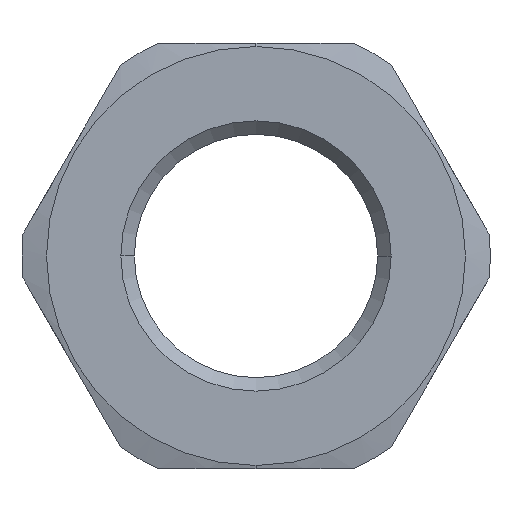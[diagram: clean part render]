
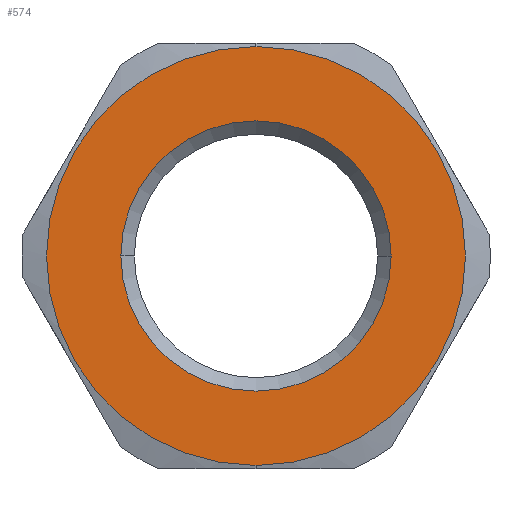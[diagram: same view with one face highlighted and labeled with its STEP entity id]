
A CAD part, left-side view. The second image highlights one B-rep face of the part: STEP entity #574.
In plain terms, the highlighted planar face has unit normal (-1, 0, 0).
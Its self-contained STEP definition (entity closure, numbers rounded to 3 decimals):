
#22 = PLANE ( 'NONE',  #326 ) ;
#51 = DIRECTION ( 'NONE',  ( -1., 0., 0. ) ) ;
#52 = CARTESIAN_POINT ( 'NONE',  ( 0., 0., 0. ) ) ;
#73 = CIRCLE ( 'NONE', #601, 10. ) ;
#88 = AXIS2_PLACEMENT_3D ( 'NONE', #182, #118, #573 ) ;
#118 = DIRECTION ( 'NONE',  ( 1., 0., 0. ) ) ;
#127 = VERTEX_POINT ( 'NONE', #710 ) ;
#182 = CARTESIAN_POINT ( 'NONE',  ( 0., 0., 0. ) ) ;
#192 = FACE_OUTER_BOUND ( 'NONE', #979, .T. ) ;
#215 = VERTEX_POINT ( 'NONE', #859 ) ;
#255 = ORIENTED_EDGE ( 'NONE', *, *, #256, .T. ) ;
#256 = EDGE_CURVE ( 'NONE', #127, #487, #73, .T. ) ;
#287 = DIRECTION ( 'NONE',  ( 1., 0., 0. ) ) ;
#288 = EDGE_LOOP ( 'NONE', ( #882, #255 ) ) ;
#303 = CIRCLE ( 'NONE', #910, 15.5 ) ;
#310 = ORIENTED_EDGE ( 'NONE', *, *, #449, .T. ) ;
#326 = AXIS2_PLACEMENT_3D ( 'NONE', #495, #486, #896 ) ;
#360 = EDGE_CURVE ( 'NONE', #487, #127, #788, .T. ) ;
#377 = DIRECTION ( 'NONE',  ( 0., 0., 1. ) ) ;
#406 = CIRCLE ( 'NONE', #856, 15.5 ) ;
#439 = EDGE_CURVE ( 'NONE', #215, #627, #406, .T. ) ;
#449 = EDGE_CURVE ( 'NONE', #627, #215, #303, .T. ) ;
#486 = DIRECTION ( 'NONE',  ( 1., 0., 0. ) ) ;
#487 = VERTEX_POINT ( 'NONE', #858 ) ;
#489 = FACE_BOUND ( 'NONE', #288, .T. ) ;
#495 = CARTESIAN_POINT ( 'NONE',  ( 0., 0., 0. ) ) ;
#527 = CARTESIAN_POINT ( 'NONE',  ( 0., 0., 0. ) ) ;
#573 = DIRECTION ( 'NONE',  ( 0., 0., -1. ) ) ;
#574 = ADVANCED_FACE ( 'NONE', ( #489, #192 ), #22, .F. ) ;
#601 = AXIS2_PLACEMENT_3D ( 'NONE', #886, #287, #712 ) ;
#627 = VERTEX_POINT ( 'NONE', #823 ) ;
#710 = CARTESIAN_POINT ( 'NONE',  ( 0., 10., 0. ) ) ;
#712 = DIRECTION ( 'NONE',  ( 0., 0., -1. ) ) ;
#766 = DIRECTION ( 'NONE',  ( -1., 0., 0. ) ) ;
#788 = CIRCLE ( 'NONE', #88, 10. ) ;
#790 = ORIENTED_EDGE ( 'NONE', *, *, #439, .T. ) ;
#823 = CARTESIAN_POINT ( 'NONE',  ( 0., 0., 15.5 ) ) ;
#856 = AXIS2_PLACEMENT_3D ( 'NONE', #52, #51, #377 ) ;
#858 = CARTESIAN_POINT ( 'NONE',  ( 0., -10., 0. ) ) ;
#859 = CARTESIAN_POINT ( 'NONE',  ( 0., 0., -15.5 ) ) ;
#882 = ORIENTED_EDGE ( 'NONE', *, *, #360, .T. ) ;
#886 = CARTESIAN_POINT ( 'NONE',  ( 0., 0., 0. ) ) ;
#896 = DIRECTION ( 'NONE',  ( 0., 0., -1. ) ) ;
#910 = AXIS2_PLACEMENT_3D ( 'NONE', #527, #766, #997 ) ;
#979 = EDGE_LOOP ( 'NONE', ( #790, #310 ) ) ;
#997 = DIRECTION ( 'NONE',  ( 0., 0., 1. ) ) ;
